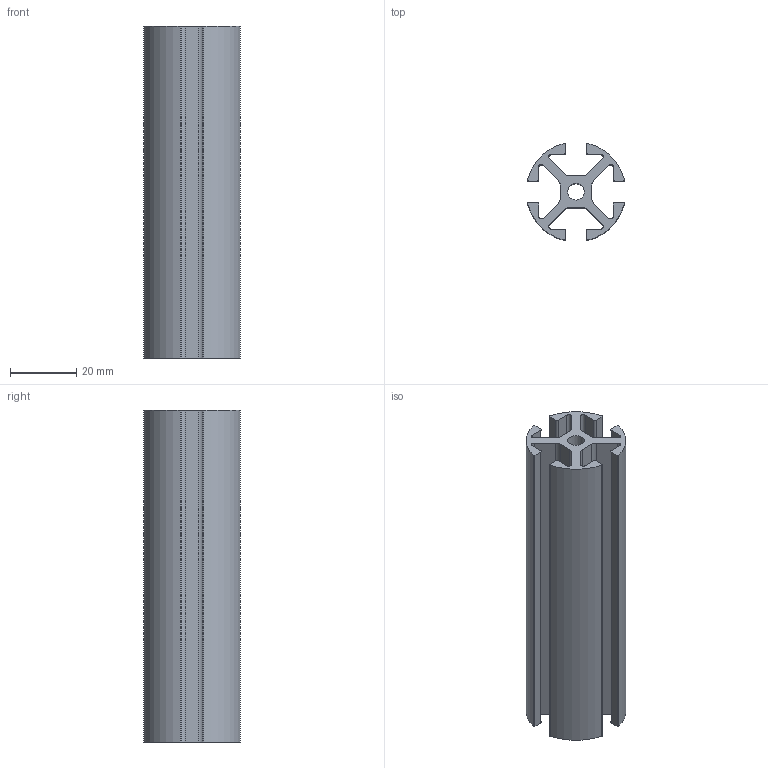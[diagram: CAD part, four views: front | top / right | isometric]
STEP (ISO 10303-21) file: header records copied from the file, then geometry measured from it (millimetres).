
FILE_DESCRIPTION(('FreeCAD Model'),'2;1');
FILE_NAME('Open CASCADE Shape Model','2024-10-15T10:09:33',(''),(''), 'Open CASCADE STEP processor 7.6','FreeCAD','Unknown');
FILE_SCHEMA(('AUTOMOTIVE_DESIGN { 1 0 10303 214 1 1 1 1 }'));
Length unit declared in the file: millimetre
Products named in the file (1): STI6-P6D30
Bounding box: 29.15 x 29.15 x 100 mm (x, y, z)
Volume: 28376.1 mm3; surface area: 24251.2 mm2
Topology: 1 solids, 1 shells, 67 faces, 195 edges, 130 vertices
Faces by surface type: cylinder 37, plane 30
Full cylindrical faces by diameter (mm): 5 x1
Entity records: 4902 total; most frequent: CARTESIAN_POINT 982, DIRECTION 761, LINE 436, VECTOR 436, ORIENTED_EDGE 390, PCURVE 390, DEFINITIONAL_REPRESENTATION 390, EDGE_CURVE 195
